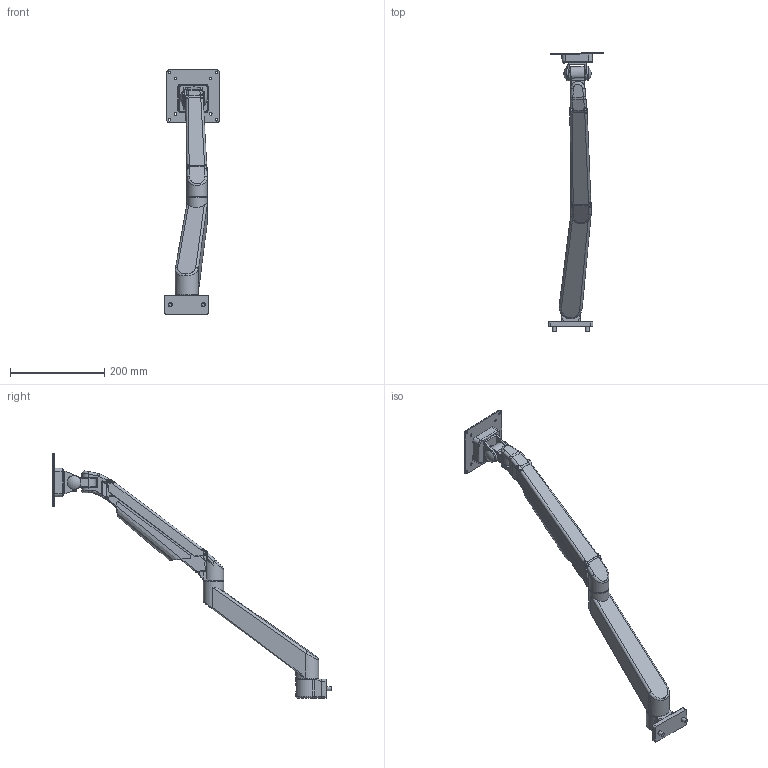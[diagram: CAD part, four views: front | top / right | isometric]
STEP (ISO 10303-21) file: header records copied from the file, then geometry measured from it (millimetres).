
FILE_DESCRIPTION(/* description */ ('KriTec Monitorarm, höhenverstellbar 5 Gelenke, Premium'),/* implementation_level */ '2;1');
FILE_NAME(/* name */ '13610_KriTec_Monitorarm,_hoehenverstellbar_5_Gelenke,_Premium.stp',/* time_stamp */ '2020-08-07T13:07:58+02:00',/* author */ ('Nell'),/* organization */ (''),/* preprocessor_version */ 'ST-DEVELOPER v17',/* originating_system */ 'Autodesk Inventor 2018',/* authorisation */ '');
FILE_SCHEMA (('AUTOMOTIVE_DESIGN { 1 0 10303 214 3 1 1 }'));
Products named in the file (23): 13610; 13610_3; 13610_4; 13610_1; 13610_2; 13606_1; 13606_Bauteil1; 13606_Bauteil3; 13606_Bauteil4; 13606_Bauteil6; 13606_Bauteil7; 13606_Bauteil8; 13606_Bauteil10; 13606_Bauteil12; 13606_Bauteil13; 13606_Bauteil15; 13606_Bauteil18; 13606_Bauteil19; 13606_Bauteil20; 13606_Bauteil22; 13606_Bauteil23; 13606_Bauteil26; 13610_5
Assembly tree (23 placements, depth 3):
  13610
    13610_3
    13610_4
    13610_1  x2
    13610_2
    13606_1
      13606_Bauteil1
      13606_Bauteil3
      13606_Bauteil4
      13606_Bauteil6
      13606_Bauteil7
      13606_Bauteil8
      13606_Bauteil10
      13606_Bauteil12
      13606_Bauteil13
      13606_Bauteil15
      13606_Bauteil18
      13606_Bauteil19
      13606_Bauteil20
      13606_Bauteil22
      13606_Bauteil23
      13606_Bauteil26
    13610_5
Bounding box: 116.61 x 591.18 x 518.2 mm (x, y, z)
Volume: 1371437.3 mm3; surface area: 287553.9 mm2
Topology: 22 solids, 24 shells, 963 faces, 2423 edges, 1522 vertices
Faces by surface type: cylinder 332, plane 266, bspline 169, torus 126, cone 58, sphere 12
Full cylindrical faces by diameter (mm): 4 x1, 5 x11, 5.1 x2, 5.3 x8, 6 x2, 6.8 x1, 8 x3, 8.4 x1, 9 x2, 13 x3, 13.2 x2, 13.8 x3, 15.1 x1, 24 x1, 26 x4, 28 x8, 29 x2, 43 x2, 48 x1
Entity records: 59252 total; most frequent: CARTESIAN_POINT 36353, ORIENTED_EDGE 4738, DIRECTION 4627, EDGE_CURVE 2369, AXIS2_PLACEMENT_3D 1874, VERTEX_POINT 1496, EDGE_LOOP 1017, FACE_OUTER_BOUND 948
